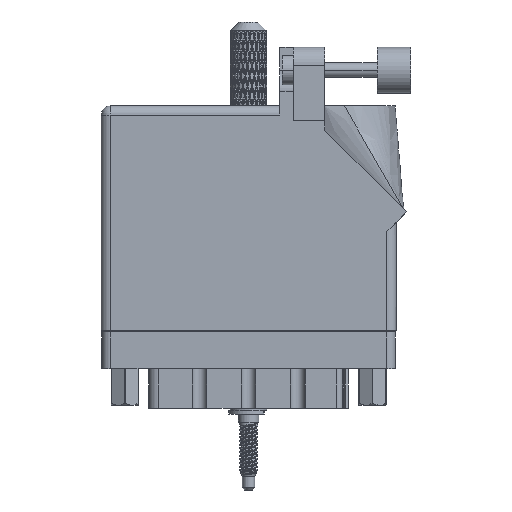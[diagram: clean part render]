
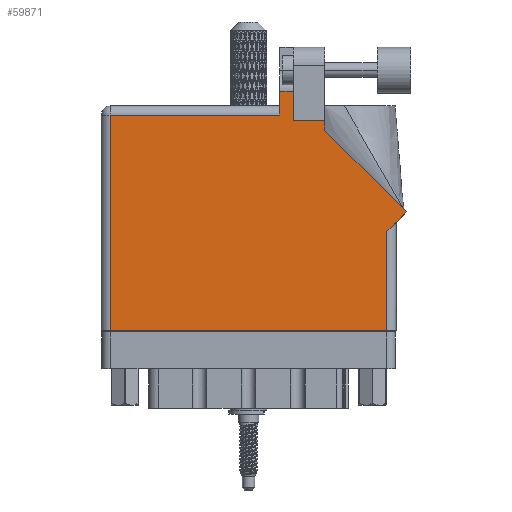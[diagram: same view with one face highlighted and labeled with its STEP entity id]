
A CAD part, front view. The second image highlights one B-rep face of the part: STEP entity #59871.
In plain terms, the highlighted face is planar.
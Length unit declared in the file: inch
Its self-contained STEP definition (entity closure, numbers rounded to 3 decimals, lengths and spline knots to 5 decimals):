
#1872 = FACE_OUTER_BOUND ( 'NONE', #19674, .T. ) ;
#2211 = ORIENTED_EDGE ( 'NONE', *, *, #113120, .T. ) ;
#4007 = ORIENTED_EDGE ( 'NONE', *, *, #45579, .T. ) ;
#7469 = VECTOR ( 'NONE', #64630, 39.37008 ) ;
#8253 = CARTESIAN_POINT ( 'NONE',  ( 1.524, 1.36442, 0. ) ) ;
#12283 = CARTESIAN_POINT ( 'NONE',  ( 0., 1.468, 0. ) ) ;
#14854 = ORIENTED_EDGE ( 'NONE', *, *, #62823, .T. ) ;
#15895 = VERTEX_POINT ( 'NONE', #115522 ) ;
#16201 = ORIENTED_EDGE ( 'NONE', *, *, #51049, .T. ) ;
#16719 = CARTESIAN_POINT ( 'NONE',  ( 1.524, 1.36442, 0. ) ) ;
#18419 = EDGE_CURVE ( 'NONE', #101961, #85347, #62558, .T. ) ;
#18851 = LINE ( 'NONE', #26502, #66990 ) ;
#19463 = PLANE ( 'NONE',  #52735 ) ;
#19674 = EDGE_LOOP ( 'NONE', ( #59984, #26324, #4007, #78804, #16201, #67787, #14854, #27446, #69809, #61433, #2211 ) ) ;
#21897 = CARTESIAN_POINT ( 'NONE',  ( 1.311, 1.6315, 0. ) ) ;
#26324 = ORIENTED_EDGE ( 'NONE', *, *, #99446, .T. ) ;
#26502 = CARTESIAN_POINT ( 'NONE',  ( 0.062, 0., 0. ) ) ;
#27446 = ORIENTED_EDGE ( 'NONE', *, *, #84981, .T. ) ;
#32205 = CARTESIAN_POINT ( 'NONE',  ( 1.311, 1.43, 0. ) ) ;
#32681 = VECTOR ( 'NONE', #102680, 39.37008 ) ;
#32752 = LINE ( 'NONE', #76869, #98694 ) ;
#35613 = LINE ( 'NONE', #81420, #63987 ) ;
#40410 = CARTESIAN_POINT ( 'NONE',  ( 1.217, 1.53, 0. ) ) ;
#40812 = LINE ( 'NONE', #66137, #75906 ) ;
#41222 = CARTESIAN_POINT ( 'NONE',  ( 0.062, 1.468, 0. ) ) ;
#41340 = LINE ( 'NONE', #85995, #92128 ) ;
#45579 = EDGE_CURVE ( 'NONE', #108590, #80459, #66323, .T. ) ;
#46188 = LINE ( 'NONE', #62709, #68019 ) ;
#46769 = VERTEX_POINT ( 'NONE', #100369 ) ;
#46772 = DIRECTION ( 'NONE',  ( 1., 0., 0. ) ) ;
#51049 = EDGE_CURVE ( 'NONE', #58841, #15895, #18851, .T. ) ;
#51527 = VERTEX_POINT ( 'NONE', #114920 ) ;
#52573 = DIRECTION ( 'NONE',  ( 0., 1., 0. ) ) ;
#52735 = AXIS2_PLACEMENT_3D ( 'NONE', #91124, #72372, #64713 ) ;
#55004 = DIRECTION ( 'NONE',  ( 0., 1., 0. ) ) ;
#58841 = VERTEX_POINT ( 'NONE', #41222 ) ;
#59871 = ADVANCED_FACE ( 'NONE', ( #1872 ), #19463, .F. ) ;
#59984 = ORIENTED_EDGE ( 'NONE', *, *, #77771, .T. ) ;
#61433 = ORIENTED_EDGE ( 'NONE', *, *, #18419, .T. ) ;
#62558 = LINE ( 'NONE', #16719, #82121 ) ;
#62709 = CARTESIAN_POINT ( 'NONE',  ( 0., 0., 0. ) ) ;
#62823 = EDGE_CURVE ( 'NONE', #46769, #84913, #35613, .T. ) ;
#63987 = VECTOR ( 'NONE', #55004, 39.37008 ) ;
#64630 = DIRECTION ( 'NONE',  ( -1., 0., 0. ) ) ;
#64713 = DIRECTION ( 'NONE',  ( -1., 0., 0. ) ) ;
#66137 = CARTESIAN_POINT ( 'NONE',  ( 1.524, 1.43, 0. ) ) ;
#66323 = LINE ( 'NONE', #40410, #32681 ) ;
#66708 = DIRECTION ( 'NONE',  ( -1., 0., 0. ) ) ;
#66990 = VECTOR ( 'NONE', #90511, 39.37008 ) ;
#67787 = ORIENTED_EDGE ( 'NONE', *, *, #104774, .T. ) ;
#68019 = VECTOR ( 'NONE', #46772, 39.37008 ) ;
#69687 = VECTOR ( 'NONE', #104354, 39.37008 ) ;
#69809 = ORIENTED_EDGE ( 'NONE', *, *, #100404, .T. ) ;
#71022 = VERTEX_POINT ( 'NONE', #21897 ) ;
#72074 = VECTOR ( 'NONE', #103872, 39.37008 ) ;
#72372 = DIRECTION ( 'NONE',  ( 0., 0., -1. ) ) ;
#75906 = VECTOR ( 'NONE', #66708, 39.37008 ) ;
#76869 = CARTESIAN_POINT ( 'NONE',  ( 2.01, 0.737, 0. ) ) ;
#77369 = LINE ( 'NONE', #113178, #69687 ) ;
#77771 = EDGE_CURVE ( 'NONE', #51527, #71022, #112692, .T. ) ;
#78804 = ORIENTED_EDGE ( 'NONE', *, *, #96966, .T. ) ;
#80459 = VERTEX_POINT ( 'NONE', #101645 ) ;
#81420 = CARTESIAN_POINT ( 'NONE',  ( 1.948, 0.737, 0. ) ) ;
#82121 = VECTOR ( 'NONE', #52573, 39.37008 ) ;
#82166 = CARTESIAN_POINT ( 'NONE',  ( 1.217, 1.6315, 0. ) ) ;
#82212 = LINE ( 'NONE', #12283, #7469 ) ;
#84913 = VERTEX_POINT ( 'NONE', #93328 ) ;
#84981 = EDGE_CURVE ( 'NONE', #84913, #92340, #32752, .T. ) ;
#85347 = VERTEX_POINT ( 'NONE', #94247 ) ;
#85995 = CARTESIAN_POINT ( 'NONE',  ( 1.64177, 1.6315, 0. ) ) ;
#90511 = DIRECTION ( 'NONE',  ( 0., -1., 0. ) ) ;
#91124 = CARTESIAN_POINT ( 'NONE',  ( 0., 1.53, 0. ) ) ;
#92128 = VECTOR ( 'NONE', #94234, 39.37008 ) ;
#92340 = VERTEX_POINT ( 'NONE', #100004 ) ;
#93328 = CARTESIAN_POINT ( 'NONE',  ( 1.948, 0.675, 0. ) ) ;
#94234 = DIRECTION ( 'NONE',  ( -1., 0., 0. ) ) ;
#94247 = CARTESIAN_POINT ( 'NONE',  ( 1.524, 1.43, 0. ) ) ;
#96966 = EDGE_CURVE ( 'NONE', #80459, #58841, #82212, .T. ) ;
#98694 = VECTOR ( 'NONE', #103839, 39.37008 ) ;
#99446 = EDGE_CURVE ( 'NONE', #71022, #108590, #41340, .T. ) ;
#100004 = CARTESIAN_POINT ( 'NONE',  ( 2.08071, 0.80771, 0. ) ) ;
#100369 = CARTESIAN_POINT ( 'NONE',  ( 1.948, 0., 0. ) ) ;
#100404 = EDGE_CURVE ( 'NONE', #92340, #101961, #77369, .T. ) ;
#101645 = CARTESIAN_POINT ( 'NONE',  ( 1.217, 1.468, 0. ) ) ;
#101961 = VERTEX_POINT ( 'NONE', #8253 ) ;
#102680 = DIRECTION ( 'NONE',  ( 0., -1., 0. ) ) ;
#103839 = DIRECTION ( 'NONE',  ( 0.707, 0.707, 0. ) ) ;
#103872 = DIRECTION ( 'NONE',  ( 0., 1., 0. ) ) ;
#104354 = DIRECTION ( 'NONE',  ( -0.707, 0.707, 0. ) ) ;
#104774 = EDGE_CURVE ( 'NONE', #15895, #46769, #46188, .T. ) ;
#108590 = VERTEX_POINT ( 'NONE', #82166 ) ;
#112692 = LINE ( 'NONE', #32205, #72074 ) ;
#113120 = EDGE_CURVE ( 'NONE', #85347, #51527, #40812, .T. ) ;
#113178 = CARTESIAN_POINT ( 'NONE',  ( 2.08071, 0.80771, 0. ) ) ;
#114920 = CARTESIAN_POINT ( 'NONE',  ( 1.311, 1.43, 0. ) ) ;
#115522 = CARTESIAN_POINT ( 'NONE',  ( 0.062, 0., 0. ) ) ;
